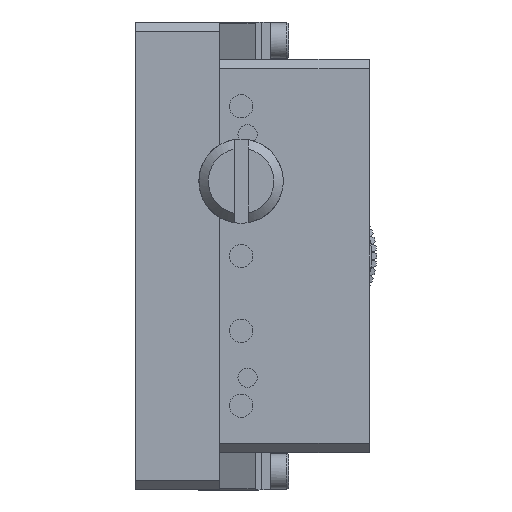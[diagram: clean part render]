
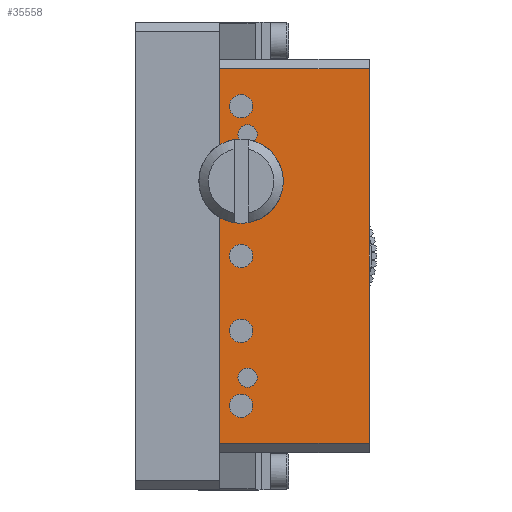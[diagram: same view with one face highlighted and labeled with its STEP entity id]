
A CAD part, left-side view. The second image highlights one B-rep face of the part: STEP entity #35558.
In plain terms, the highlighted planar face has unit normal (-1, 0, 0).
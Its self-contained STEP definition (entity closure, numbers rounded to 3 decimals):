
#1173 = FACE_BOUND ( 'NONE', #103172, .T. ) ;
#3517 = VERTEX_POINT ( 'NONE', #79449 ) ;
#5878 = EDGE_CURVE ( 'NONE', #113064, #93750, #88053, .T. ) ;
#6944 = DIRECTION ( 'NONE',  ( -1., 0., 0. ) ) ;
#7571 = DIRECTION ( 'NONE',  ( 0., 0., 1. ) ) ;
#8196 = VECTOR ( 'NONE', #40720, 1000. ) ;
#8646 = CARTESIAN_POINT ( 'NONE',  ( -12.5, 1., 45.645 ) ) ;
#11739 = DIRECTION ( 'NONE',  ( 0., -1., 0. ) ) ;
#11896 = DIRECTION ( 'NONE',  ( 0., 0., 1. ) ) ;
#12669 = AXIS2_PLACEMENT_3D ( 'NONE', #23121, #39942, #49910 ) ;
#12938 = DIRECTION ( 'NONE',  ( 0., 1., 0. ) ) ;
#13365 = CARTESIAN_POINT ( 'NONE',  ( -12.5, 14.7, 8.645 ) ) ;
#13972 = DIRECTION ( 'NONE',  ( 0., 0., 1. ) ) ;
#16286 = DIRECTION ( 'NONE',  ( -1., 0., 0. ) ) ;
#16552 = LINE ( 'NONE', #54510, #55280 ) ;
#16848 = EDGE_LOOP ( 'NONE', ( #28037 ) ) ;
#17996 = FACE_BOUND ( 'NONE', #16848, .T. ) ;
#18504 = ORIENTED_EDGE ( 'NONE', *, *, #69431, .F. ) ;
#20472 = LINE ( 'NONE', #59044, #78488 ) ;
#20514 = CIRCLE ( 'NONE', #28498, 1.25 ) ;
#20720 = EDGE_LOOP ( 'NONE', ( #101209 ) ) ;
#21035 = VECTOR ( 'NONE', #11739, 1000. ) ;
#21245 = CARTESIAN_POINT ( 'NONE',  ( -12.5, 14.7, 16.645 ) ) ;
#22432 = ORIENTED_EDGE ( 'NONE', *, *, #5878, .T. ) ;
#22623 = CIRCLE ( 'NONE', #12669, 1.025 ) ;
#23121 = CARTESIAN_POINT ( 'NONE',  ( -12.5, 14., 11.645 ) ) ;
#25256 = CARTESIAN_POINT ( 'NONE',  ( -12.5, 14.7, 17.895 ) ) ;
#26326 = CARTESIAN_POINT ( 'NONE',  ( -12.5, 14.7, 40.645 ) ) ;
#26856 = AXIS2_PLACEMENT_3D ( 'NONE', #21245, #59203, #11896 ) ;
#28037 = ORIENTED_EDGE ( 'NONE', *, *, #79840, .F. ) ;
#28498 = AXIS2_PLACEMENT_3D ( 'NONE', #120878, #16286, #84720 ) ;
#28531 = DIRECTION ( 'NONE',  ( 0., 0., 1. ) ) ;
#29181 = FACE_BOUND ( 'NONE', #20720, .T. ) ;
#34548 = CARTESIAN_POINT ( 'NONE',  ( -12.5, 17., 44.645 ) ) ;
#35198 = CARTESIAN_POINT ( 'NONE',  ( -12.5, 14.7, 9.895 ) ) ;
#35558 = ADVANCED_FACE ( 'NONE', ( #93322, #29181, #95788, #1173, #77107, #46002, #83972, #17996 ), #55953, .F. ) ;
#35811 = CARTESIAN_POINT ( 'NONE',  ( -12.5, 14.7, 33.895 ) ) ;
#36650 = AXIS2_PLACEMENT_3D ( 'NONE', #26326, #45626, #83597 ) ;
#39942 = DIRECTION ( 'NONE',  ( -1., 0., 0. ) ) ;
#40305 = ORIENTED_EDGE ( 'NONE', *, *, #64364, .F. ) ;
#40720 = DIRECTION ( 'NONE',  ( 0., 0., 1. ) ) ;
#45626 = DIRECTION ( 'NONE',  ( -1., 0., 0. ) ) ;
#45764 = VERTEX_POINT ( 'NONE', #25256 ) ;
#46002 = FACE_BOUND ( 'NONE', #55665, .T. ) ;
#49079 = EDGE_CURVE ( 'NONE', #102451, #93750, #115093, .T. ) ;
#49910 = DIRECTION ( 'NONE',  ( 0., 0., 1. ) ) ;
#54510 = CARTESIAN_POINT ( 'NONE',  ( -12.5, 17., 45.645 ) ) ;
#55104 = VERTEX_POINT ( 'NONE', #35811 ) ;
#55280 = VECTOR ( 'NONE', #83157, 1000. ) ;
#55665 = EDGE_LOOP ( 'NONE', ( #90210 ) ) ;
#55953 = PLANE ( 'NONE',  #71058 ) ;
#56352 = EDGE_LOOP ( 'NONE', ( #107852 ) ) ;
#58341 = VERTEX_POINT ( 'NONE', #114714 ) ;
#59044 = CARTESIAN_POINT ( 'NONE',  ( -12.5, 1., 4.645 ) ) ;
#59203 = DIRECTION ( 'NONE',  ( -1., 0., 0. ) ) ;
#60294 = CIRCLE ( 'NONE', #72205, 1.25 ) ;
#60560 = CIRCLE ( 'NONE', #36650, 1.25 ) ;
#60980 = CIRCLE ( 'NONE', #82823, 1.025 ) ;
#61626 = ORIENTED_EDGE ( 'NONE', *, *, #66332, .F. ) ;
#62285 = EDGE_CURVE ( 'NONE', #3517, #3517, #60980, .T. ) ;
#62986 = CARTESIAN_POINT ( 'NONE',  ( -12.5, 14.7, 24.645 ) ) ;
#64166 = EDGE_CURVE ( 'NONE', #55104, #55104, #20514, .T. ) ;
#64364 = EDGE_CURVE ( 'NONE', #73792, #73792, #60294, .T. ) ;
#64438 = CARTESIAN_POINT ( 'NONE',  ( -12.5, 14., 12.67 ) ) ;
#66332 = EDGE_CURVE ( 'NONE', #83129, #83129, #22623, .T. ) ;
#67777 = DIRECTION ( 'NONE',  ( 1., 0., 0. ) ) ;
#69431 = EDGE_CURVE ( 'NONE', #91239, #91239, #60560, .T. ) ;
#70688 = CIRCLE ( 'NONE', #26856, 1.25 ) ;
#71058 = AXIS2_PLACEMENT_3D ( 'NONE', #8646, #67777, #12938 ) ;
#72205 = AXIS2_PLACEMENT_3D ( 'NONE', #62986, #6944, #7571 ) ;
#73792 = VERTEX_POINT ( 'NONE', #109318 ) ;
#77087 = DIRECTION ( 'NONE',  ( -1., 0., 0. ) ) ;
#77107 = FACE_BOUND ( 'NONE', #91300, .T. ) ;
#78488 = VECTOR ( 'NONE', #97023, 1000. ) ;
#78715 = ORIENTED_EDGE ( 'NONE', *, *, #115269, .F. ) ;
#79107 = EDGE_CURVE ( 'NONE', #113064, #58341, #20472, .T. ) ;
#79449 = CARTESIAN_POINT ( 'NONE',  ( -12.5, 14., 38.67 ) ) ;
#79840 = EDGE_CURVE ( 'NONE', #45764, #45764, #70688, .T. ) ;
#82606 = AXIS2_PLACEMENT_3D ( 'NONE', #13365, #108595, #13972 ) ;
#82823 = AXIS2_PLACEMENT_3D ( 'NONE', #94521, #77087, #28531 ) ;
#83129 = VERTEX_POINT ( 'NONE', #64438 ) ;
#83157 = DIRECTION ( 'NONE',  ( 0., 0., 1. ) ) ;
#83192 = ORIENTED_EDGE ( 'NONE', *, *, #49079, .F. ) ;
#83597 = DIRECTION ( 'NONE',  ( 0., 0., 1. ) ) ;
#83972 = FACE_OUTER_BOUND ( 'NONE', #121182, .T. ) ;
#84720 = DIRECTION ( 'NONE',  ( 0., 0., 1. ) ) ;
#86628 = CIRCLE ( 'NONE', #82606, 1.25 ) ;
#87069 = CARTESIAN_POINT ( 'NONE',  ( -12.5, 1., 44.645 ) ) ;
#88053 = LINE ( 'NONE', #96809, #8196 ) ;
#90210 = ORIENTED_EDGE ( 'NONE', *, *, #64166, .F. ) ;
#91239 = VERTEX_POINT ( 'NONE', #93082 ) ;
#91300 = EDGE_LOOP ( 'NONE', ( #40305 ) ) ;
#93082 = CARTESIAN_POINT ( 'NONE',  ( -12.5, 14.7, 41.895 ) ) ;
#93322 = FACE_BOUND ( 'NONE', #108089, .T. ) ;
#93750 = VERTEX_POINT ( 'NONE', #107618 ) ;
#94521 = CARTESIAN_POINT ( 'NONE',  ( -12.5, 14., 37.645 ) ) ;
#95788 = FACE_BOUND ( 'NONE', #56352, .T. ) ;
#96809 = CARTESIAN_POINT ( 'NONE',  ( -12.5, 1., 45.645 ) ) ;
#97023 = DIRECTION ( 'NONE',  ( 0., 1., 0. ) ) ;
#100130 = CARTESIAN_POINT ( 'NONE',  ( -12.5, 1., 4.645 ) ) ;
#100522 = ORIENTED_EDGE ( 'NONE', *, *, #79107, .F. ) ;
#101209 = ORIENTED_EDGE ( 'NONE', *, *, #62285, .F. ) ;
#101369 = EDGE_CURVE ( 'NONE', #120496, #120496, #86628, .T. ) ;
#102451 = VERTEX_POINT ( 'NONE', #34548 ) ;
#103172 = EDGE_LOOP ( 'NONE', ( #18504 ) ) ;
#107618 = CARTESIAN_POINT ( 'NONE',  ( -12.5, 1., 44.645 ) ) ;
#107852 = ORIENTED_EDGE ( 'NONE', *, *, #101369, .F. ) ;
#108089 = EDGE_LOOP ( 'NONE', ( #61626 ) ) ;
#108595 = DIRECTION ( 'NONE',  ( -1., 0., 0. ) ) ;
#109318 = CARTESIAN_POINT ( 'NONE',  ( -12.5, 14.7, 25.895 ) ) ;
#113064 = VERTEX_POINT ( 'NONE', #100130 ) ;
#114714 = CARTESIAN_POINT ( 'NONE',  ( -12.5, 17., 4.645 ) ) ;
#115093 = LINE ( 'NONE', #87069, #21035 ) ;
#115269 = EDGE_CURVE ( 'NONE', #58341, #102451, #16552, .T. ) ;
#120496 = VERTEX_POINT ( 'NONE', #35198 ) ;
#120878 = CARTESIAN_POINT ( 'NONE',  ( -12.5, 14.7, 32.645 ) ) ;
#121182 = EDGE_LOOP ( 'NONE', ( #100522, #22432, #83192, #78715 ) ) ;
